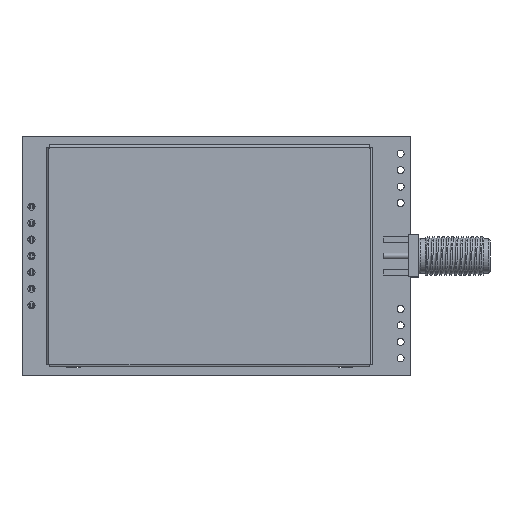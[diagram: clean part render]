
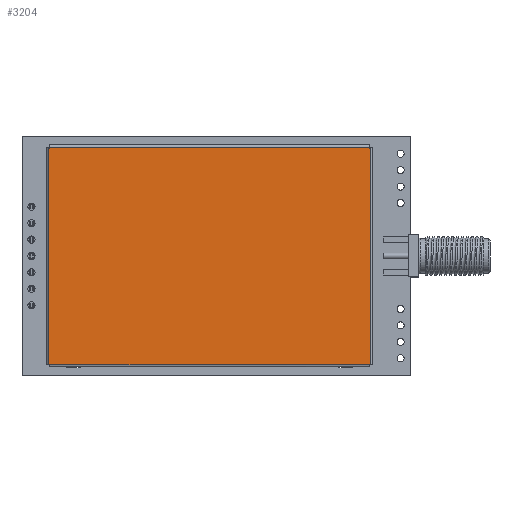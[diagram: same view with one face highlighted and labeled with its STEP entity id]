
A CAD part, top view. The second image highlights one B-rep face of the part: STEP entity #3204.
In plain terms, the highlighted planar face has unit normal (0, 0, 1).
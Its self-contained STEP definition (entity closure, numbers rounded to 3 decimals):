
#3101=CARTESIAN_POINT('',(24.85,16.85,3.9));
#3102=DIRECTION('',(1.,0.,0.));
#3103=DIRECTION('',(0.,0.,1.));
#3104=AXIS2_PLACEMENT_3D('',#3101,#3103,#3102);
#3105=PLANE('',#3104);
#3106=CARTESIAN_POINT('',(-24.67,-16.75,3.9));
#3107=VERTEX_POINT('',#3106);
#3108=CARTESIAN_POINT('',(-24.67,-16.82,3.9));
#3109=VERTEX_POINT('',#3108);
#3110=CARTESIAN_POINT('',(-24.67,-16.75,3.9));
#3111=DIRECTION('',(0.,-1.,0.));
#3112=VECTOR('',#3111,0.07);
#3113=LINE('',#3110,#3112);
#3114=EDGE_CURVE('',#3107,#3109,#3113,.T.);
#3115=ORIENTED_EDGE('E29',*,*,#3114,.T.);
#3116=CARTESIAN_POINT('',(24.67,-16.82,3.9));
#3117=VERTEX_POINT('',#3116);
#3118=CARTESIAN_POINT('',(-24.67,-16.82,3.9));
#3119=DIRECTION('',(1.,0.,0.));
#3120=VECTOR('',#3119,49.34);
#3121=LINE('',#3118,#3120);
#3122=EDGE_CURVE('',#3109,#3117,#3121,.T.);
#3123=ORIENTED_EDGE('E30',*,*,#3122,.T.);
#3124=CARTESIAN_POINT('',(24.67,-16.75,3.9));
#3125=VERTEX_POINT('',#3124);
#3126=CARTESIAN_POINT('',(24.67,-16.82,3.9));
#3127=DIRECTION('',(0.,1.,0.));
#3128=VECTOR('',#3127,0.07);
#3129=LINE('',#3126,#3128);
#3130=EDGE_CURVE('',#3117,#3125,#3129,.T.);
#3131=ORIENTED_EDGE('E31',*,*,#3130,.T.);
#3132=CARTESIAN_POINT('',(24.82,-16.75,3.9));
#3133=VERTEX_POINT('',#3132);
#3134=CARTESIAN_POINT('',(24.67,-16.75,3.9));
#3135=DIRECTION('',(1.,0.,0.));
#3136=VECTOR('',#3135,0.15);
#3137=LINE('',#3134,#3136);
#3138=EDGE_CURVE('',#3125,#3133,#3137,.T.);
#3139=ORIENTED_EDGE('E32',*,*,#3138,.T.);
#3140=CARTESIAN_POINT('',(24.82,16.67,3.9));
#3141=VERTEX_POINT('',#3140);
#3142=CARTESIAN_POINT('',(24.82,-16.75,3.9));
#3143=DIRECTION('',(0.,1.,0.));
#3144=VECTOR('',#3143,33.42);
#3145=LINE('',#3142,#3144);
#3146=EDGE_CURVE('',#3133,#3141,#3145,.T.);
#3147=ORIENTED_EDGE('E33',*,*,#3146,.T.);
#3148=CARTESIAN_POINT('',(24.75,16.67,3.9));
#3149=VERTEX_POINT('',#3148);
#3150=CARTESIAN_POINT('',(24.82,16.67,3.9));
#3151=DIRECTION('',(-1.,0.,0.));
#3152=VECTOR('',#3151,0.07);
#3153=LINE('',#3150,#3152);
#3154=EDGE_CURVE('',#3141,#3149,#3153,.T.);
#3155=ORIENTED_EDGE('E34',*,*,#3154,.T.);
#3156=CARTESIAN_POINT('',(24.75,16.82,3.9));
#3157=VERTEX_POINT('',#3156);
#3158=CARTESIAN_POINT('',(24.75,16.67,3.9));
#3159=DIRECTION('',(0.,1.,0.));
#3160=VECTOR('',#3159,0.15);
#3161=LINE('',#3158,#3160);
#3162=EDGE_CURVE('',#3149,#3157,#3161,.T.);
#3163=ORIENTED_EDGE('E35',*,*,#3162,.T.);
#3164=CARTESIAN_POINT('',(-24.75,16.82,3.9));
#3165=VERTEX_POINT('',#3164);
#3166=CARTESIAN_POINT('',(24.75,16.82,3.9));
#3167=DIRECTION('',(-1.,0.,0.));
#3168=VECTOR('',#3167,49.5);
#3169=LINE('',#3166,#3168);
#3170=EDGE_CURVE('',#3157,#3165,#3169,.T.);
#3171=ORIENTED_EDGE('E36',*,*,#3170,.T.);
#3172=CARTESIAN_POINT('',(-24.75,16.67,3.9));
#3173=VERTEX_POINT('',#3172);
#3174=CARTESIAN_POINT('',(-24.75,16.82,3.9));
#3175=DIRECTION('',(0.,-1.,0.));
#3176=VECTOR('',#3175,0.15);
#3177=LINE('',#3174,#3176);
#3178=EDGE_CURVE('',#3165,#3173,#3177,.T.);
#3179=ORIENTED_EDGE('E37',*,*,#3178,.T.);
#3180=CARTESIAN_POINT('',(-24.82,16.67,3.9));
#3181=VERTEX_POINT('',#3180);
#3182=CARTESIAN_POINT('',(-24.75,16.67,3.9));
#3183=DIRECTION('',(-1.,0.,0.));
#3184=VECTOR('',#3183,0.07);
#3185=LINE('',#3182,#3184);
#3186=EDGE_CURVE('',#3173,#3181,#3185,.T.);
#3187=ORIENTED_EDGE('E38',*,*,#3186,.T.);
#3188=CARTESIAN_POINT('',(-24.82,-16.75,3.9));
#3189=VERTEX_POINT('',#3188);
#3190=CARTESIAN_POINT('',(-24.82,16.67,3.9));
#3191=DIRECTION('',(0.,-1.,0.));
#3192=VECTOR('',#3191,33.42);
#3193=LINE('',#3190,#3192);
#3194=EDGE_CURVE('',#3181,#3189,#3193,.T.);
#3195=ORIENTED_EDGE('E39',*,*,#3194,.T.);
#3196=CARTESIAN_POINT('',(-24.82,-16.75,3.9));
#3197=DIRECTION('',(1.,0.,0.));
#3198=VECTOR('',#3197,0.15);
#3199=LINE('',#3196,#3198);
#3200=EDGE_CURVE('',#3189,#3107,#3199,.T.);
#3201=ORIENTED_EDGE('E40',*,*,#3200,.T.);
#3202=EDGE_LOOP('',(#3115,#3123,#3131,#3139,#3147,#3155,#3163,#3171,#3179,#3187,#3195,#3201));
#3203=FACE_OUTER_BOUND('',#3202,.T.);
#3204=ADVANCED_FACE('F6',(#3203),#3105,.T.);
